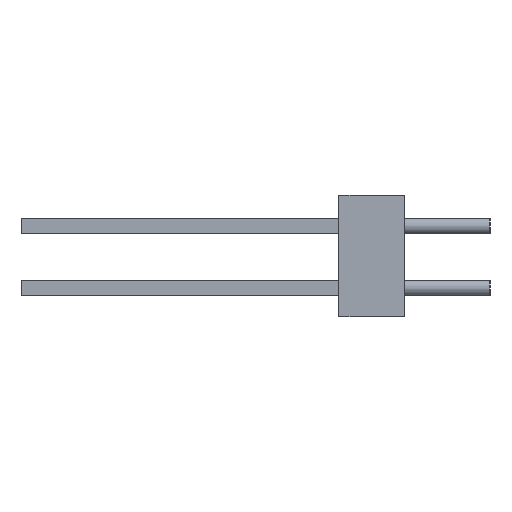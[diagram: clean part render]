
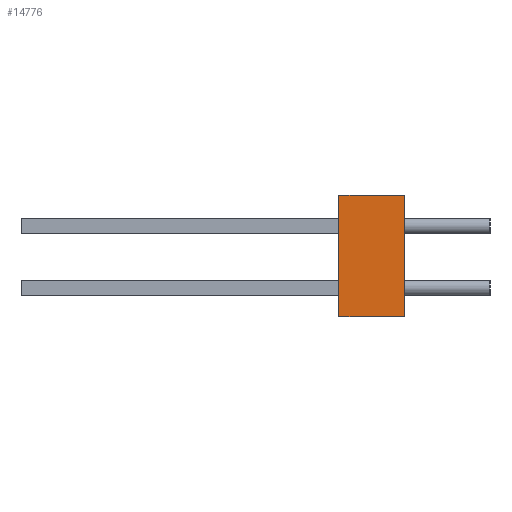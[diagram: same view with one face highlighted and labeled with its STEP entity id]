
A CAD part, left-side view. The second image highlights one B-rep face of the part: STEP entity #14776.
In plain terms, the highlighted planar face has unit normal (-1, 0, 0).
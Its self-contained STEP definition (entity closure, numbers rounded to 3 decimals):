
#562 = FACE_OUTER_BOUND ( 'NONE', #6824, .T. ) ;
#918 = DIRECTION ( 'NONE',  ( 0., -1., 0. ) ) ;
#989 = VECTOR ( 'NONE', #918, 1000. ) ;
#1299 = CARTESIAN_POINT ( 'NONE',  ( -45.8, -1.35, 2.5 ) ) ;
#1634 = CARTESIAN_POINT ( 'NONE',  ( -45.8, 1.35, -2.5 ) ) ;
#2480 = EDGE_CURVE ( 'Defeature ausgef�hrt1_0+Defeature ausgef�hrt1_1+Defeature ausgef�hrt1_4+Defeature ausgef�hrt1_2', #10680, #13210, #5490, .T. ) ;
#2540 = CARTESIAN_POINT ( 'NONE',  ( -45.8, 1.35, -2.5 ) ) ;
#2783 = ORIENTED_EDGE ( 'NONE', *, *, #8579, .T. ) ;
#2988 = VERTEX_POINT ( 'NONE', #1299 ) ;
#3833 = DIRECTION ( 'NONE',  ( 0., 0., 1. ) ) ;
#3896 = ORIENTED_EDGE ( 'NONE', *, *, #14198, .F. ) ;
#5168 = VECTOR ( 'NONE', #14483, 1000. ) ;
#5337 = DIRECTION ( 'NONE',  ( 0., 0., 1. ) ) ;
#5490 = LINE ( 'NONE', #2540, #7540 ) ;
#5633 = CARTESIAN_POINT ( 'NONE',  ( -45.8, 1.35, -2.5 ) ) ;
#6755 = LINE ( 'NONE', #8424, #989 ) ;
#6824 = EDGE_LOOP ( 'NONE', ( #6955, #3896, #13092, #2783 ) ) ;
#6881 = DIRECTION ( 'NONE',  ( 0., 0., -1. ) ) ;
#6955 = ORIENTED_EDGE ( 'NONE', *, *, #13230, .T. ) ;
#7512 = AXIS2_PLACEMENT_3D ( 'NONE', #1634, #7995, #6881 ) ;
#7540 = VECTOR ( 'NONE', #3833, 1000. ) ;
#7646 = CARTESIAN_POINT ( 'NONE',  ( -45.8, -1.35, -2.5 ) ) ;
#7995 = DIRECTION ( 'NONE',  ( 1., 0., 0. ) ) ;
#8424 = CARTESIAN_POINT ( 'NONE',  ( -45.8, 1.35, 2.5 ) ) ;
#8579 = EDGE_CURVE ( 'Defeature ausgef�hrt1_1+Defeature ausgef�hrt1_4+Defeature ausgef�hrt1_0+Defeature ausgef�hrt1_5', #10680, #9432, #16291, .T. ) ;
#8952 = CARTESIAN_POINT ( 'NONE',  ( -45.8, 1.35, 2.5 ) ) ;
#9432 = VERTEX_POINT ( 'NONE', #7646 ) ;
#10637 = PLANE ( 'NONE',  #7512 ) ;
#10680 = VERTEX_POINT ( 'NONE', #15297 ) ;
#13092 = ORIENTED_EDGE ( 'NONE', *, *, #2480, .F. ) ;
#13210 = VERTEX_POINT ( 'NONE', #8952 ) ;
#13230 = EDGE_CURVE ( 'Defeature ausgef�hrt1_1+Defeature ausgef�hrt1_5+Defeature ausgef�hrt1_4+Defeature ausgef�hrt1_2', #9432, #2988, #15672, .T. ) ;
#14169 = CARTESIAN_POINT ( 'NONE',  ( -45.8, -1.35, -2.5 ) ) ;
#14198 = EDGE_CURVE ( 'Defeature ausgef�hrt1_2+Defeature ausgef�hrt1_1+Defeature ausgef�hrt1_0+Defeature ausgef�hrt1_5', #13210, #2988, #6755, .T. ) ;
#14483 = DIRECTION ( 'NONE',  ( 0., -1., 0. ) ) ;
#14776 = ADVANCED_FACE ( 'Defeature ausgef�hrt1_1', ( #562 ), #10637, .F. ) ;
#15297 = CARTESIAN_POINT ( 'NONE',  ( -45.8, 1.35, -2.5 ) ) ;
#15672 = LINE ( 'NONE', #14169, #15869 ) ;
#15869 = VECTOR ( 'NONE', #5337, 1000. ) ;
#16291 = LINE ( 'NONE', #5633, #5168 ) ;
